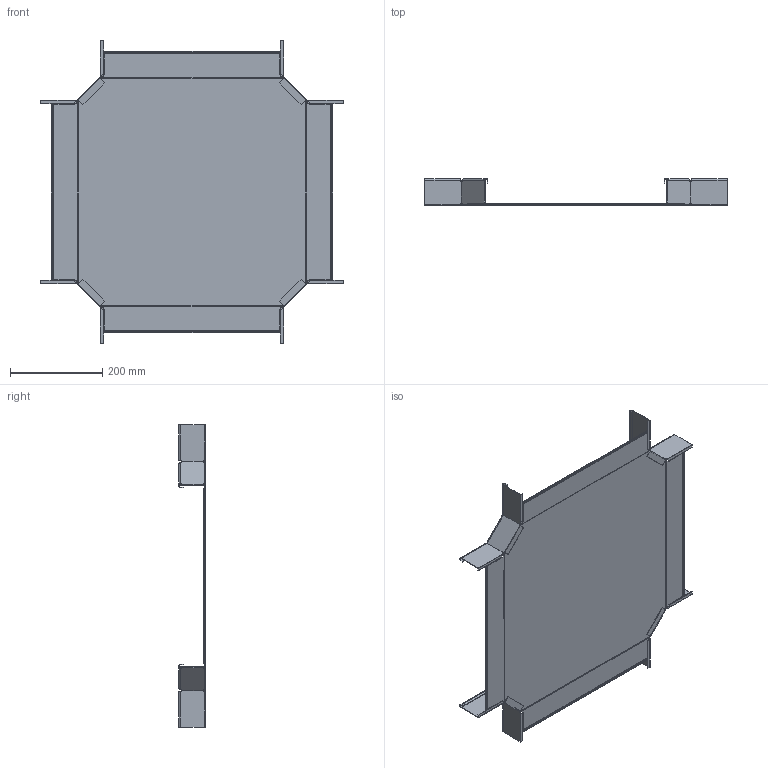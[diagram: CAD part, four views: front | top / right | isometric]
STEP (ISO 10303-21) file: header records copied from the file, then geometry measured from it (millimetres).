
FILE_DESCRIPTION (( 'STEP AP214' ), '1' );
FILE_NAME ('7027526.STEP', '2025-03-17T10:18:35', ( '' ), ( '' ), 'SwSTEP 2.0', 'SolidWorks 2024', '' );
FILE_SCHEMA (( 'AUTOMOTIVE_DESIGN' ));
Length unit declared in the file: millimetre
Products named in the file (4): 167655_60x90°_4.STEP; 7027526; 7027507.STEP; 171992_400.STEP
Assembly tree (6 placements, depth 3):
  7027526
    7027507.STEP
      171992_400.STEP
      167655_60x90°_4.STEP  x4
Bounding box: 653.97 x 57 x 653.97 mm (x, y, z)
Volume: 416482.1 mm3; surface area: 804632.1 mm2
Topology: 5 solids, 5 shells, 379 faces, 1007 edges, 638 vertices
Faces by surface type: plane 250, cylinder 81, bspline 48
Entity records: 6757 total; most frequent: CARTESIAN_POINT 2662, ORIENTED_EDGE 934, DIRECTION 679, EDGE_CURVE 467, VERTEX_POINT 302, LINE 241, VECTOR 241, AXIS2_PLACEMENT_3D 219
